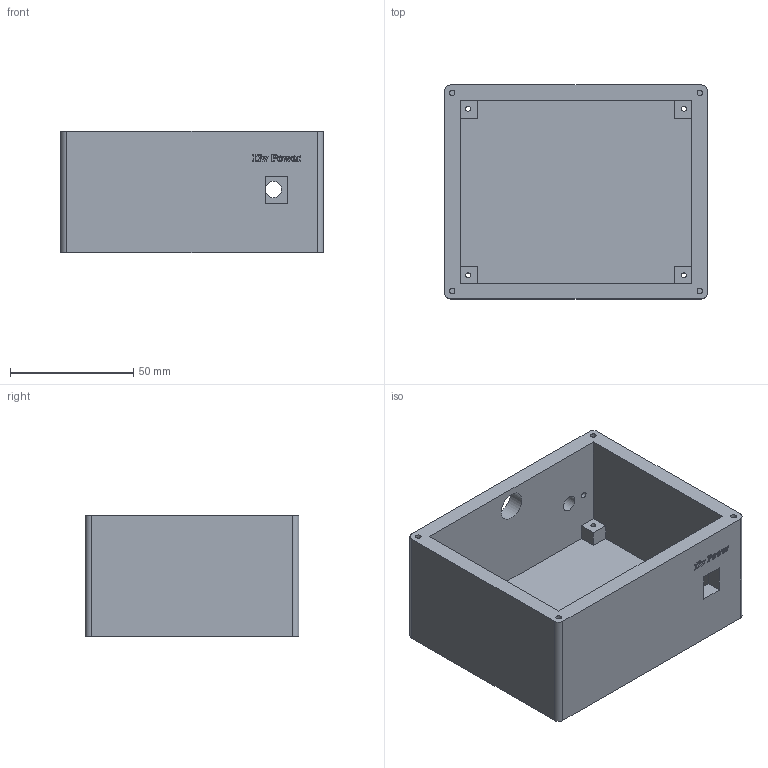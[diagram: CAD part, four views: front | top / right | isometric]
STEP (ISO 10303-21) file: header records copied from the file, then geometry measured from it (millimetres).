
FILE_DESCRIPTION(/* description */ ('STEP AP242','CAx-IF Rec.Pracs.---Representation and Presentation of Product Manufacturing Information (PMI)---4.0---2014-10-13','CAx-IF Rec.Pracs.---3D Tessellated Geometry---0.4---2014-09-14','2;1'),/* implementation_level */ '2;1');
FILE_NAME(/* name */ '67fd813e6c845604ce6471f7',/* time_stamp */ '2025-04-14T21:42:23Z',/* author */ (''),/* organization */ (''),/* preprocessor_version */ 'ST-DEVELOPER v20',/* originating_system */ 'ONSHAPE BY PTC INC, 1.196',/* authorisation */ ' ');
FILE_SCHEMA (('AP242_MANAGED_MODEL_BASED_3D_ENGINEERING_MIM_LF { 1 0 10303 442 1 1 4 }'));
Length unit declared in the file: metre
Products named in the file (1): Lower Box
Bounding box: 106.7 x 86.7 x 49.21 mm (x, y, z)
Volume: 144778.9 mm3; surface area: 53628.9 mm2
Topology: 1 solids, 1 shells, 370 faces, 1028 edges, 688 vertices
Faces by surface type: plane 235, bspline 85, cylinder 50
Full cylindrical faces by diameter (mm): 2 x4, 2.2 x4, 2.5 x1, 4.1 x4, 6.604 x1, 11.684 x1
Entity records: 11943 total; most frequent: CARTESIAN_POINT 2991, ORIENTED_EDGE 2010, DIRECTION 1507, EDGE_CURVE 1005, LINE 735, VECTOR 735, VERTEX_POINT 680, EDGE_LOOP 429
